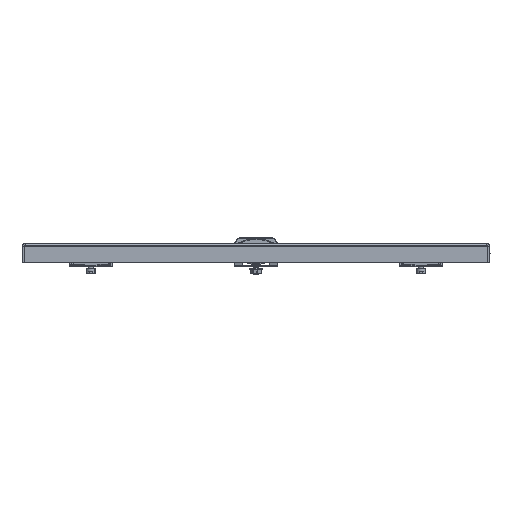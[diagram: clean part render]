
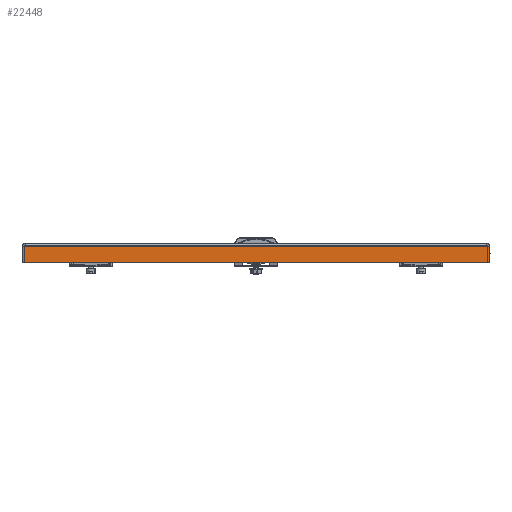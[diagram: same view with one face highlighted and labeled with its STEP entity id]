
A CAD part, left-side view. The second image highlights one B-rep face of the part: STEP entity #22448.
In plain terms, the highlighted planar face has unit normal (-1, 0, 0).
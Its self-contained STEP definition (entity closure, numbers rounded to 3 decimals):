
#1248 = ORIENTED_EDGE ( 'NONE', *, *, #33611, .F. ) ;
#1249 = ORIENTED_EDGE ( 'NONE', *, *, #33598, .F. ) ;
#1250 = ORIENTED_EDGE ( 'NONE', *, *, #33605, .T. ) ;
#1251 = ORIENTED_EDGE ( 'NONE', *, *, #33608, .T. ) ;
#1252 = ORIENTED_EDGE ( 'NONE', *, *, #33601, .T. ) ;
#1253 = ORIENTED_EDGE ( 'NONE', *, *, #33597, .F. ) ;
#1308 = EDGE_LOOP ( 'NONE', ( #1253, #1252, #1251, #1250, #1249, #1248 ) ) ;
#3262 = FACE_OUTER_BOUND ( 'NONE', #1308, .T. ) ;
#8076 = CARTESIAN_POINT ( 'NONE',  ( -397., -247.5, -3. ) ) ;
#8081 = CARTESIAN_POINT ( 'NONE',  ( -397., -247.5, -3. ) ) ;
#8083 = DIRECTION ( 'NONE',  ( 0., -1., 0. ) ) ;
#8084 = DIRECTION ( 'NONE',  ( 0., -1., 0. ) ) ;
#8089 = CARTESIAN_POINT ( 'NONE',  ( -397., 247.5, 0. ) ) ;
#8090 = CARTESIAN_POINT ( 'NONE',  ( -397., -247.5, 0. ) ) ;
#8091 = DIRECTION ( 'NONE',  ( 0., 0., -1. ) ) ;
#8093 = CARTESIAN_POINT ( 'NONE',  ( -397., 0., -20. ) ) ;
#8098 = DIRECTION ( 'NONE',  ( 0., 0., 1. ) ) ;
#8104 = DIRECTION ( 'NONE',  ( 0., -1., 0. ) ) ;
#8109 = CARTESIAN_POINT ( 'NONE',  ( -397., -247.5, -3. ) ) ;
#8111 = DIRECTION ( 'NONE',  ( 0., -1., 0. ) ) ;
#9940 = LINE ( 'NONE', #8076, #9952 ) ;
#9942 = LINE ( 'NONE', #8081, #9948 ) ;
#9948 = VECTOR ( 'NONE', #8083, 1000. ) ;
#9952 = VECTOR ( 'NONE', #8084, 1000. ) ;
#9958 = LINE ( 'NONE', #8089, #9964 ) ;
#9964 = VECTOR ( 'NONE', #8091, 1000. ) ;
#9966 = LINE ( 'NONE', #8090, #9980 ) ;
#9974 = LINE ( 'NONE', #8093, #9992 ) ;
#9980 = VECTOR ( 'NONE', #8098, 1000. ) ;
#9992 = VECTOR ( 'NONE', #8104, 1000. ) ;
#9998 = LINE ( 'NONE', #8109, #10004 ) ;
#10004 = VECTOR ( 'NONE', #8111, 1000. ) ;
#14698 = VERTEX_POINT ( 'NONE', #28103 ) ;
#14707 = VERTEX_POINT ( 'NONE', #28109 ) ;
#14720 = VERTEX_POINT ( 'NONE', #28117 ) ;
#14722 = VERTEX_POINT ( 'NONE', #28119 ) ;
#14750 = VERTEX_POINT ( 'NONE', #28139 ) ;
#14847 = VERTEX_POINT ( 'NONE', #28205 ) ;
#20949 = CARTESIAN_POINT ( 'NONE',  ( -397., 0., 0. ) ) ;
#20956 = PLANE ( 'NONE',  #21328 ) ;
#20958 = DIRECTION ( 'NONE',  ( 1., 0., 0. ) ) ;
#20959 = DIRECTION ( 'NONE',  ( 0., 0., -1. ) ) ;
#21328 = AXIS2_PLACEMENT_3D ( 'NONE', #20949, #20958, #20959 ) ;
#22448 = ADVANCED_FACE ( 'NONE', ( #3262 ), #20956, .F. ) ;
#28103 = CARTESIAN_POINT ( 'NONE',  ( -397., 244.5, -3. ) ) ;
#28109 = CARTESIAN_POINT ( 'NONE',  ( -397., -247.5, -3. ) ) ;
#28117 = CARTESIAN_POINT ( 'NONE',  ( -397., 247.5, -3. ) ) ;
#28119 = CARTESIAN_POINT ( 'NONE',  ( -397., -244.5, -3. ) ) ;
#28139 = CARTESIAN_POINT ( 'NONE',  ( -397., -247.5, -20. ) ) ;
#28205 = CARTESIAN_POINT ( 'NONE',  ( -397., 247.5, -20. ) ) ;
#33597 = EDGE_CURVE ( 'NONE', #14720, #14698, #9942, .T. ) ;
#33598 = EDGE_CURVE ( 'NONE', #14722, #14707, #9940, .T. ) ;
#33601 = EDGE_CURVE ( 'NONE', #14720, #14847, #9958, .T. ) ;
#33605 = EDGE_CURVE ( 'NONE', #14750, #14707, #9966, .T. ) ;
#33608 = EDGE_CURVE ( 'NONE', #14847, #14750, #9974, .T. ) ;
#33611 = EDGE_CURVE ( 'NONE', #14698, #14722, #9998, .T. ) ;
